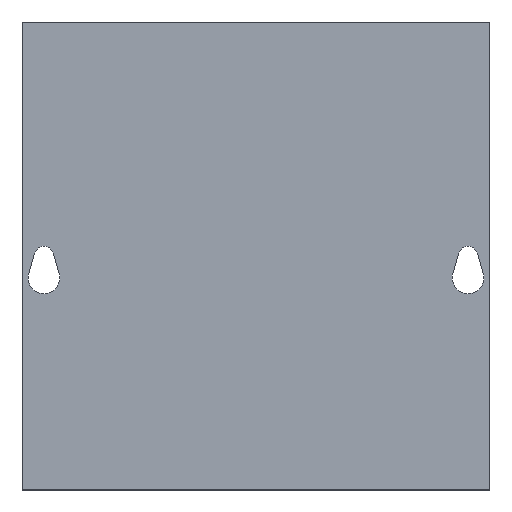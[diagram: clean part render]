
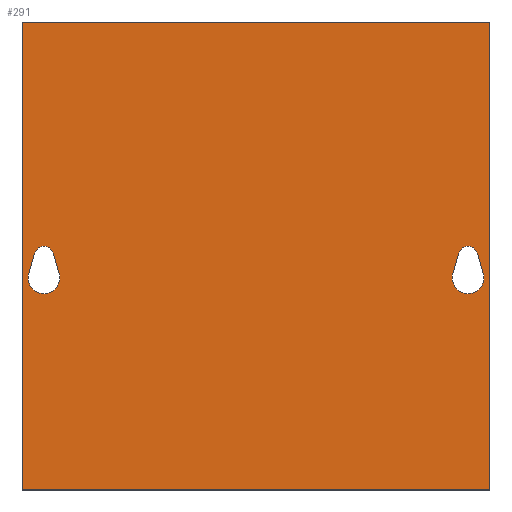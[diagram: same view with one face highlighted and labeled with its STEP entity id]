
A CAD part, top view. The second image highlights one B-rep face of the part: STEP entity #291.
In plain terms, the highlighted planar face has unit normal (0, 0, 1).
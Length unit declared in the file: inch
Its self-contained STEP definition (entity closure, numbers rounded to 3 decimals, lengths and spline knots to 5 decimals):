
#18=FACE_BOUND('',#59,.T.);
#19=FACE_BOUND('',#60,.T.);
#30=PLANE('',#315);
#44=FACE_OUTER_BOUND('',#58,.T.);
#58=EDGE_LOOP('',(#236,#237,#238,#239));
#59=EDGE_LOOP('',(#240,#241,#242,#243));
#60=EDGE_LOOP('',(#244,#245,#246,#247));
#67=LINE('',#411,#95);
#71=LINE('',#421,#99);
#74=LINE('',#429,#102);
#78=LINE('',#441,#106);
#80=LINE('',#449,#108);
#84=LINE('',#457,#112);
#87=LINE('',#463,#115);
#90=LINE('',#468,#118);
#95=VECTOR('',#332,0.26996);
#99=VECTOR('',#344,0.26996);
#102=VECTOR('',#349,0.26996);
#106=VECTOR('',#361,0.26996);
#108=VECTOR('',#371,6.);
#112=VECTOR('',#377,6.);
#115=VECTOR('',#382,6.);
#118=VECTOR('',#387,6.);
#121=CIRCLE('',#297,0.203);
#123=CIRCLE('',#301,0.125);
#125=CIRCLE('',#306,0.125);
#127=CIRCLE('',#310,0.203);
#130=VERTEX_POINT('',#402);
#131=VERTEX_POINT('',#404);
#133=VERTEX_POINT('',#410);
#135=VERTEX_POINT('',#416);
#138=VERTEX_POINT('',#426);
#139=VERTEX_POINT('',#428);
#141=VERTEX_POINT('',#434);
#143=VERTEX_POINT('',#440);
#144=VERTEX_POINT('',#447);
#145=VERTEX_POINT('',#448);
#148=VERTEX_POINT('',#456);
#150=VERTEX_POINT('',#462);
#154=EDGE_CURVE('',#131,#130,#121,.T.);
#157=EDGE_CURVE('',#133,#131,#67,.T.);
#160=EDGE_CURVE('',#135,#133,#123,.T.);
#163=EDGE_CURVE('',#130,#135,#71,.T.);
#166=EDGE_CURVE('',#139,#138,#74,.T.);
#169=EDGE_CURVE('',#141,#139,#125,.T.);
#172=EDGE_CURVE('',#143,#141,#78,.T.);
#175=EDGE_CURVE('',#138,#143,#127,.T.);
#176=EDGE_CURVE('',#144,#145,#80,.T.);
#180=EDGE_CURVE('',#145,#148,#84,.T.);
#183=EDGE_CURVE('',#148,#150,#87,.T.);
#186=EDGE_CURVE('',#150,#144,#90,.T.);
#236=ORIENTED_EDGE('',*,*,#176,.F.);
#237=ORIENTED_EDGE('',*,*,#186,.F.);
#238=ORIENTED_EDGE('',*,*,#183,.F.);
#239=ORIENTED_EDGE('',*,*,#180,.F.);
#240=ORIENTED_EDGE('',*,*,#154,.T.);
#241=ORIENTED_EDGE('',*,*,#163,.T.);
#242=ORIENTED_EDGE('',*,*,#160,.T.);
#243=ORIENTED_EDGE('',*,*,#157,.T.);
#244=ORIENTED_EDGE('',*,*,#166,.T.);
#245=ORIENTED_EDGE('',*,*,#175,.T.);
#246=ORIENTED_EDGE('',*,*,#172,.T.);
#247=ORIENTED_EDGE('',*,*,#169,.T.);
#291=ADVANCED_FACE('',(#44,#18,#19),#30,.T.);
#297=AXIS2_PLACEMENT_3D('',#405,#326,#327);
#301=AXIS2_PLACEMENT_3D('',#417,#338,#339);
#306=AXIS2_PLACEMENT_3D('',#435,#355,#356);
#310=AXIS2_PLACEMENT_3D('',#445,#367,#368);
#315=AXIS2_PLACEMENT_3D('',#470,#389,#390);
#326=DIRECTION('center_axis',(0.,0.,-1.));
#327=DIRECTION('ref_axis',(-0.961,0.278,0.));
#332=DIRECTION('',(0.278,-0.961,0.));
#338=DIRECTION('center_axis',(0.,0.,-1.));
#339=DIRECTION('ref_axis',(0.961,0.278,0.));
#344=DIRECTION('',(0.278,0.961,0.));
#349=DIRECTION('',(0.278,-0.961,0.));
#355=DIRECTION('center_axis',(0.,0.,-1.));
#356=DIRECTION('ref_axis',(0.961,0.278,0.));
#361=DIRECTION('',(0.278,0.961,0.));
#367=DIRECTION('center_axis',(0.,0.,-1.));
#368=DIRECTION('ref_axis',(-0.961,0.278,0.));
#371=DIRECTION('',(0.,-1.,0.));
#377=DIRECTION('',(-1.,0.,0.));
#382=DIRECTION('',(0.,1.,0.));
#387=DIRECTION('',(1.,0.,0.));
#389=DIRECTION('center_axis',(0.,0.,1.));
#390=DIRECTION('ref_axis',(1.,0.,0.));
#402=CARTESIAN_POINT('',(2.52373,-0.22465,0.062));
#404=CARTESIAN_POINT('',(2.91377,-0.22465,0.062));
#405=CARTESIAN_POINT('Origin',(2.71875,-0.281,0.062));
#410=CARTESIAN_POINT('',(2.83884,0.0347,0.062));
#411=CARTESIAN_POINT('',(2.77156,0.26753,0.062));
#416=CARTESIAN_POINT('',(2.59866,0.0347,0.062));
#417=CARTESIAN_POINT('Origin',(2.71875,0.,0.062));
#421=CARTESIAN_POINT('',(2.49392,-0.32781,0.062));
#426=CARTESIAN_POINT('',(-2.52373,-0.22465,0.062));
#428=CARTESIAN_POINT('',(-2.59866,0.0347,0.062));
#429=CARTESIAN_POINT('',(-2.45645,-0.45748,0.062));
#434=CARTESIAN_POINT('',(-2.83884,0.0347,0.062));
#435=CARTESIAN_POINT('Origin',(-2.71875,0.,0.062));
#440=CARTESIAN_POINT('',(-2.91377,-0.22465,0.062));
#441=CARTESIAN_POINT('',(-2.7341,0.3972,0.062));
#445=CARTESIAN_POINT('Origin',(-2.71875,-0.281,0.062));
#447=CARTESIAN_POINT('',(3.,3.,0.062));
#448=CARTESIAN_POINT('',(3.,-3.,0.062));
#449=CARTESIAN_POINT('',(3.,3.,0.062));
#456=CARTESIAN_POINT('',(-3.,-3.,0.062));
#457=CARTESIAN_POINT('',(3.,-3.,0.062));
#462=CARTESIAN_POINT('',(-3.,3.,0.062));
#463=CARTESIAN_POINT('',(-3.,-3.,0.062));
#468=CARTESIAN_POINT('',(-3.,3.,0.062));
#470=CARTESIAN_POINT('Origin',(0.,0.,
0.062));
